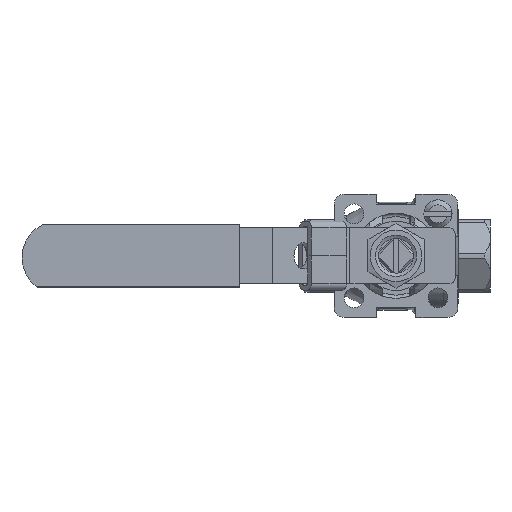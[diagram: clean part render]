
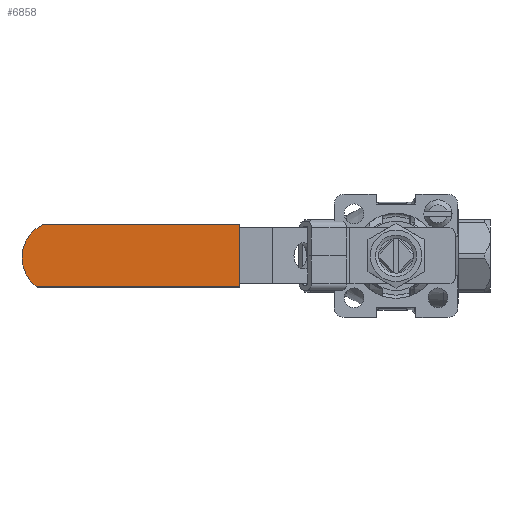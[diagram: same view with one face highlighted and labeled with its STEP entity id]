
A CAD part, top view. The second image highlights one B-rep face of the part: STEP entity #6858.
In plain terms, the highlighted face is planar.
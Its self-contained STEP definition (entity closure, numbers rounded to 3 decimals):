
#371=PLANE('',#7549);
#617=CIRCLE('',#7547,11.);
#1118=LINE('',#14266,#1671);
#1121=LINE('',#14272,#1674);
#1122=LINE('',#14273,#1675);
#1671=VECTOR('',#9175,1000.);
#1674=VECTOR('',#9180,1000.);
#1675=VECTOR('',#9181,1000.);
#3488=ORIENTED_EDGE('',*,*,#4538,.F.);
#3489=ORIENTED_EDGE('',*,*,#4532,.T.);
#3490=ORIENTED_EDGE('',*,*,#4539,.T.);
#3491=ORIENTED_EDGE('',*,*,#4535,.T.);
#4532=EDGE_CURVE('',#5220,#5219,#617,.T.);
#4535=EDGE_CURVE('',#5223,#5221,#1118,.T.);
#4538=EDGE_CURVE('',#5220,#5221,#1121,.T.);
#4539=EDGE_CURVE('',#5219,#5223,#1122,.T.);
#5219=VERTEX_POINT('',#14258);
#5220=VERTEX_POINT('',#14260);
#5221=VERTEX_POINT('',#14264);
#5223=VERTEX_POINT('',#14267);
#5902=EDGE_LOOP('',(#3488,#3489,#3490,#3491));
#6391=FACE_BOUND('',#5902,.T.);
#6858=ADVANCED_FACE('',(#6391),#371,.F.);
#7547=AXIS2_PLACEMENT_3D('',#14259,#9169,#9170);
#7549=AXIS2_PLACEMENT_3D('',#14271,#9178,#9179);
#9169=DIRECTION('',(0.,-1.,0.));
#9170=DIRECTION('',(0.,0.,1.));
#9175=DIRECTION('',(0.,0.,-1.));
#9178=DIRECTION('',(0.,1.,0.));
#9179=DIRECTION('',(0.,0.,1.));
#9180=DIRECTION('',(-1.,0.,0.));
#9181=DIRECTION('',(-1.,0.,0.));
#14258=CARTESIAN_POINT('',(61.372,-2.25,9.5));
#14259=CARTESIAN_POINT('',(55.,-2.25,0.533));
#14260=CARTESIAN_POINT('',(59.509,-2.25,-9.5));
#14264=CARTESIAN_POINT('',(0.,-2.25,-9.5));
#14266=CARTESIAN_POINT('',(0.,-2.25,8.5));
#14267=CARTESIAN_POINT('',(0.,-2.25,9.5));
#14271=CARTESIAN_POINT('',(65.,-2.25,8.5));
#14272=CARTESIAN_POINT('',(65.,-2.25,-9.5));
#14273=CARTESIAN_POINT('',(65.,-2.25,9.5));
